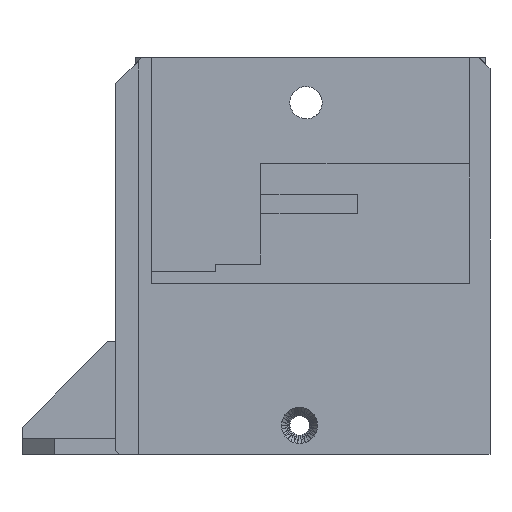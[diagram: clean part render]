
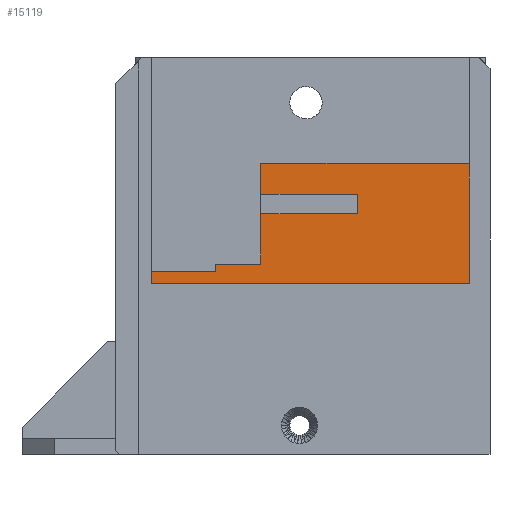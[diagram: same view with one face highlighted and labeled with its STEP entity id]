
A CAD part, left-side view. The second image highlights one B-rep face of the part: STEP entity #15119.
In plain terms, the highlighted planar face has unit normal (-1, 0, 0).
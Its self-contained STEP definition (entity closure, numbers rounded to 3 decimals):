
#731=PLANE('',#16113);
#1691=FACE_OUTER_BOUND('',#2673,.T.);
#2673=EDGE_LOOP('',(#13471,#13472,#13473,#13474,#13475,#13476,#13477,#13478,
#13479,#13480,#13481,#13482,#13483,#13484));
#3278=LINE('',#21125,#5334);
#3412=LINE('',#21389,#5468);
#3455=LINE('',#21475,#5511);
#3458=LINE('',#21479,#5514);
#3461=LINE('',#21485,#5517);
#3517=LINE('',#21594,#5573);
#3584=LINE('',#21725,#5640);
#4531=LINE('',#23617,#6587);
#4556=LINE('',#23665,#6612);
#4573=LINE('',#23707,#6629);
#4594=LINE('',#23750,#6650);
#4595=LINE('',#23751,#6651);
#4596=LINE('',#23753,#6652);
#4597=LINE('',#23754,#6653);
#5334=VECTOR('',#16821,10.);
#5468=VECTOR('',#16993,10.);
#5511=VECTOR('',#17040,10.);
#5514=VECTOR('',#17043,10.);
#5517=VECTOR('',#17048,10.);
#5573=VECTOR('',#17148,10.);
#5640=VECTOR('',#17249,10.);
#6587=VECTOR('',#19316,10.);
#6612=VECTOR('',#19379,10.);
#6629=VECTOR('',#19440,10.);
#6650=VECTOR('',#19483,10.);
#6651=VECTOR('',#19484,10.);
#6652=VECTOR('',#19485,10.);
#6653=VECTOR('',#19486,10.);
#7399=VERTEX_POINT('',#21122);
#7400=VERTEX_POINT('',#21124);
#7509=VERTEX_POINT('',#21385);
#7511=VERTEX_POINT('',#21388);
#7549=VERTEX_POINT('',#21468);
#7551=VERTEX_POINT('',#21472);
#7552=VERTEX_POINT('',#21474);
#7553=VERTEX_POINT('',#21477);
#7555=VERTEX_POINT('',#21483);
#7586=VERTEX_POINT('',#21593);
#7633=VERTEX_POINT('',#21723);
#8018=VERTEX_POINT('',#23616);
#8036=VERTEX_POINT('',#23749);
#8037=VERTEX_POINT('',#23752);
#8545=EDGE_CURVE('',#7400,#7399,#3278,.T.);
#8679=EDGE_CURVE('',#7511,#7509,#3412,.T.);
#8722=EDGE_CURVE('',#7551,#7552,#3455,.T.);
#8725=EDGE_CURVE('',#7553,#7549,#3458,.T.);
#8728=EDGE_CURVE('',#7551,#7555,#3461,.T.);
#8784=EDGE_CURVE('',#7586,#7399,#3517,.T.);
#8851=EDGE_CURVE('',#7633,#7509,#3584,.T.);
#9798=EDGE_CURVE('',#8018,#7400,#4531,.T.);
#9823=EDGE_CURVE('',#7586,#7552,#4556,.T.);
#9840=EDGE_CURVE('',#8018,#7633,#4573,.T.);
#9861=EDGE_CURVE('',#8036,#7555,#4594,.T.);
#9862=EDGE_CURVE('',#8036,#7549,#4595,.T.);
#9863=EDGE_CURVE('',#7553,#8037,#4596,.T.);
#9864=EDGE_CURVE('',#7511,#8037,#4597,.T.);
#13471=ORIENTED_EDGE('',*,*,#9861,.F.);
#13472=ORIENTED_EDGE('',*,*,#9862,.T.);
#13473=ORIENTED_EDGE('',*,*,#8725,.F.);
#13474=ORIENTED_EDGE('',*,*,#9863,.T.);
#13475=ORIENTED_EDGE('',*,*,#9864,.F.);
#13476=ORIENTED_EDGE('',*,*,#8679,.T.);
#13477=ORIENTED_EDGE('',*,*,#8851,.F.);
#13478=ORIENTED_EDGE('',*,*,#9840,.F.);
#13479=ORIENTED_EDGE('',*,*,#9798,.T.);
#13480=ORIENTED_EDGE('',*,*,#8545,.T.);
#13481=ORIENTED_EDGE('',*,*,#8784,.F.);
#13482=ORIENTED_EDGE('',*,*,#9823,.T.);
#13483=ORIENTED_EDGE('',*,*,#8722,.F.);
#13484=ORIENTED_EDGE('',*,*,#8728,.T.);
#15119=ADVANCED_FACE('',(#1691),#731,.T.);
#16113=AXIS2_PLACEMENT_3D('',#23748,#19481,#19482);
#16821=DIRECTION('',(0.,1.,0.));
#16993=DIRECTION('',(0.,1.,0.));
#17040=DIRECTION('',(0.,0.,1.));
#17043=DIRECTION('',(0.,0.,1.));
#17048=DIRECTION('',(0.,-1.,0.));
#17148=DIRECTION('',(0.,0.,1.));
#17249=DIRECTION('',(0.,0.,1.));
#19316=DIRECTION('',(0.,0.,1.));
#19379=DIRECTION('',(0.,1.,0.));
#19440=DIRECTION('',(0.,1.,0.));
#19481=DIRECTION('center_axis',(-1.,0.,0.));
#19482=DIRECTION('ref_axis',(0.,0.,1.));
#19483=DIRECTION('',(0.,0.,1.));
#19484=DIRECTION('',(0.,1.,0.));
#19485=DIRECTION('',(0.,1.,0.));
#19486=DIRECTION('',(0.,0.,1.));
#21122=CARTESIAN_POINT('',(1.6,3.2,61.5));
#21124=CARTESIAN_POINT('',(1.6,3.18,61.5));
#21125=CARTESIAN_POINT('',(1.6,3.18,61.5));
#21385=CARTESIAN_POINT('',(1.6,52.5,28.4));
#21388=CARTESIAN_POINT('',(1.6,42.5,28.4));
#21389=CARTESIAN_POINT('',(1.6,42.5,28.4));
#21468=CARTESIAN_POINT('',(1.6,35.5,37.3));
#21472=CARTESIAN_POINT('',(1.6,35.5,40.3));
#21474=CARTESIAN_POINT('',(1.6,35.5,45.1));
#21475=CARTESIAN_POINT('',(1.6,35.5,40.3));
#21477=CARTESIAN_POINT('',(1.6,35.5,29.5));
#21479=CARTESIAN_POINT('',(1.6,35.5,29.5));
#21483=CARTESIAN_POINT('',(1.6,20.5,40.3));
#21485=CARTESIAN_POINT('',(1.6,11.85,40.3));
#21593=CARTESIAN_POINT('',(1.6,3.2,45.1));
#21594=CARTESIAN_POINT('',(1.6,3.2,45.1));
#21723=CARTESIAN_POINT('',(1.6,52.5,26.5));
#21725=CARTESIAN_POINT('',(1.6,52.5,26.5));
#23616=CARTESIAN_POINT('',(1.6,3.18,26.5));
#23617=CARTESIAN_POINT('',(1.6,3.18,26.5));
#23665=CARTESIAN_POINT('',(1.6,3.2,45.1));
#23707=CARTESIAN_POINT('',(1.6,3.18,26.5));
#23748=CARTESIAN_POINT('Origin',(1.6,3.2,61.5));
#23749=CARTESIAN_POINT('',(1.6,20.5,37.3));
#23750=CARTESIAN_POINT('',(1.6,20.5,37.3));
#23751=CARTESIAN_POINT('',(1.6,20.5,37.3));
#23752=CARTESIAN_POINT('',(1.6,42.5,29.5));
#23753=CARTESIAN_POINT('',(1.6,35.5,29.5));
#23754=CARTESIAN_POINT('',(1.6,42.5,28.4));
